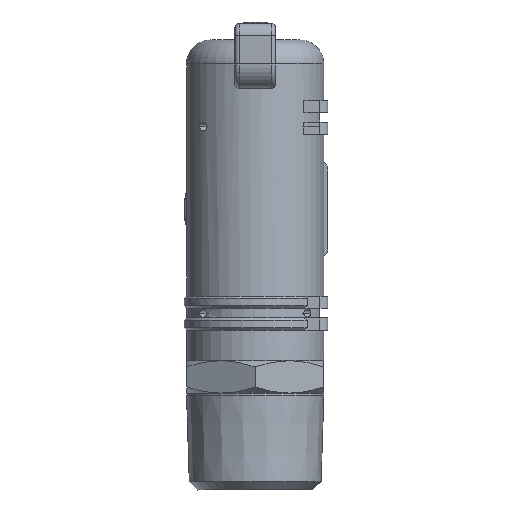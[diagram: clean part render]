
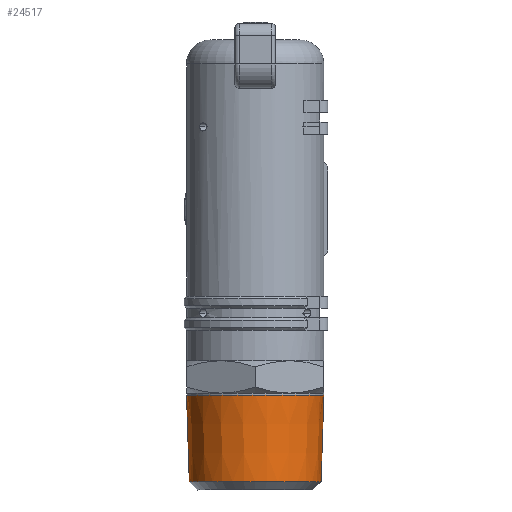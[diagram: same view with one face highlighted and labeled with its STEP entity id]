
A CAD part, front view. The second image highlights one B-rep face of the part: STEP entity #24517.
In plain terms, the highlighted conical face has half-angle 1.79 degrees and reference radius 8.32 mm.
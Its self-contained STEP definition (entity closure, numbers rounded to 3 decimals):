
#143=CARTESIAN_POINT('',(-8.264,-5.825,-27.975));
#144=VERTEX_POINT('',#143);
#160=CARTESIAN_POINT('',(8.064,-5.825,-27.975));
#161=VERTEX_POINT('',#160);
#168=CARTESIAN_POINT('',(-0.1,-5.825,-27.975));
#169=DIRECTION('',(0.0,0.0,-1.0));
#170=DIRECTION('',(-1.0,0.0,0.0));
#171=AXIS2_PLACEMENT_3D('',#168,#169,#170);
#172=CIRCLE('',#171,8.164);
#173=EDGE_CURVE('',#161,#144,#172,.T.);
#183=CARTESIAN_POINT('',(8.4,-5.825,-17.217));
#184=VERTEX_POINT('',#183);
#185=CARTESIAN_POINT('',(8.064,-5.825,-27.975));
#186=DIRECTION('',(0.031,0.,1.));
#187=VECTOR('',#186,10.764);
#188=LINE('',#185,#187);
#189=EDGE_CURVE('',#161,#184,#188,.T.);
#198=CARTESIAN_POINT('',(-8.6,-5.825,-17.217));
#199=VERTEX_POINT('',#198);
#200=CARTESIAN_POINT('',(-8.264,-5.825,-27.975));
#201=DIRECTION('',(-0.031,0.0,1.));
#202=VECTOR('',#201,10.764);
#203=LINE('',#200,#202);
#204=EDGE_CURVE('',#144,#199,#203,.T.);
#230=CARTESIAN_POINT('',(-0.1,-14.325,-17.217));
#231=VERTEX_POINT('',#230);
#240=CARTESIAN_POINT('',(-0.1,-5.825,-17.217));
#241=DIRECTION('',(0.0,0.0,1.0));
#242=DIRECTION('',(0.0,-1.0,0.0));
#243=AXIS2_PLACEMENT_3D('',#240,#241,#242);
#244=CIRCLE('',#243,8.5);
#245=EDGE_CURVE('',#231,#184,#244,.T.);
#24479=CARTESIAN_POINT('',(-0.1,-5.825,-17.217));
#24480=DIRECTION('',(0.0,0.0,1.0));
#24481=DIRECTION('',(0.0,-1.0,0.0));
#24482=AXIS2_PLACEMENT_3D('',#24479,#24480,#24481);
#24483=CIRCLE('',#24482,8.5);
#24484=EDGE_CURVE('',#199,#231,#24483,.T.);
#24505=CARTESIAN_POINT('',(-0.1,-5.825,-22.975));
#24506=DIRECTION('',(0.0,0.0,1.0));
#24507=DIRECTION('',(1.0,0.0,0.0));
#24508=AXIS2_PLACEMENT_3D('',#24505,#24506,#24507);
#24509=CONICAL_SURFACE('',#24508,8.32,1.79);
#24510=ORIENTED_EDGE('',*,*,#189,.T.);
#24511=ORIENTED_EDGE('',*,*,#245,.F.);
#24512=ORIENTED_EDGE('',*,*,#24484,.F.);
#24513=ORIENTED_EDGE('',*,*,#204,.F.);
#24514=ORIENTED_EDGE('',*,*,#173,.F.);
#24515=EDGE_LOOP('',(#24510,#24511,#24512,#24513,#24514));
#24516=FACE_OUTER_BOUND('',#24515,.T.);
#24517=ADVANCED_FACE('',(#24516),#24509,.T.);
